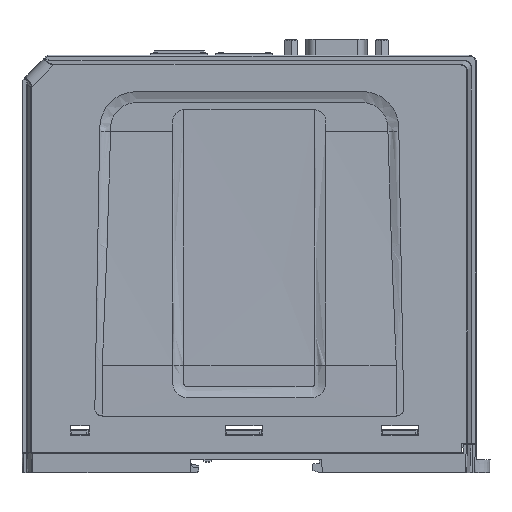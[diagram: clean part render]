
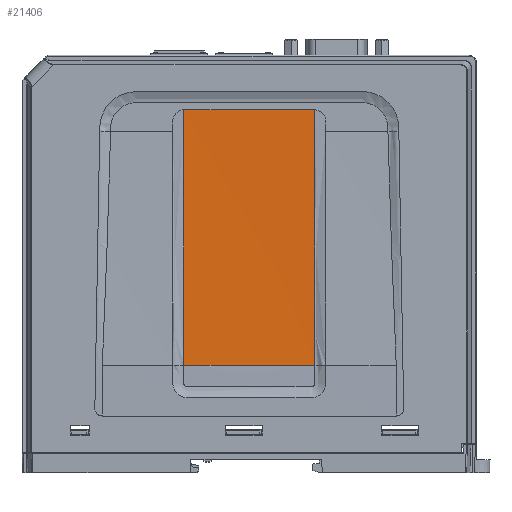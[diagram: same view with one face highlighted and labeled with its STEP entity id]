
A CAD part, top view. The second image highlights one B-rep face of the part: STEP entity #21406.
In plain terms, the highlighted free-form (B-spline) face has degree [3, 3] with [7, 6] control points.
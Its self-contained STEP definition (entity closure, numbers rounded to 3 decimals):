
#474 = B_SPLINE_SURFACE_WITH_KNOTS ( 'NONE', 3, 3, ( 
 ( #60477, #60480, #60481, #60482, #60483, #60484 ),
 ( #60485, #60486, #60487, #60488, #60489, #60490 ),
 ( #60491, #60492, #60493, #60494, #60495, #60496 ),
 ( #60497, #60498, #60499, #60500, #60501, #60502 ),
 ( #60503, #60504, #60505, #60506, #60507, #60508 ),
 ( #60509, #60510, #60511, #60512, #60513, #60514 ),
 ( #60515, #60516, #60517, #60518, #60519, #60520 ) ),
 .UNSPECIFIED., .F., .F., .F.,
 ( 4, 1, 1, 1, 4 ),
 ( 4, 1, 1, 4 ),
 ( 0., 0.25, 0.5, 0.75, 1. ),
 ( 0., 0.333, 0.667, 1. ),
 .UNSPECIFIED. ) ;
#1390 = VECTOR ( 'NONE', #39048, 1000. ) ;
#5894 = CARTESIAN_POINT ( 'NONE',  ( -53.045, 59.439, 12.5 ) ) ;
#6002 = CARTESIAN_POINT ( 'NONE',  ( -89.045, 59.439, 12.5 ) ) ;
#7298 = VERTEX_POINT ( 'NONE', #25072 ) ;
#7329 = VERTEX_POINT ( 'NONE', #25103 ) ;
#19056 = EDGE_CURVE ( 'NONE', #7298, #7329, #34870, .T. ) ;
#19071 = EDGE_CURVE ( 'NONE', #38144, #7329, #34884, .T. ) ;
#19074 = EDGE_CURVE ( 'NONE', #38034, #38144, #39046, .T. ) ;
#19075 = EDGE_CURVE ( 'NONE', #7298, #38034, #34887, .T. ) ;
#21406 = ADVANCED_FACE ( 'NONE', ( #59628 ), #474, .T. ) ;
#25072 = CARTESIAN_POINT ( 'NONE',  ( -53.045, -10.762, 12.474 ) ) ;
#25103 = CARTESIAN_POINT ( 'NONE',  ( -89.045, -10.762, 12.474 ) ) ;
#25656 = ORIENTED_EDGE ( 'NONE', *, *, #19074, .T. ) ;
#25663 = ORIENTED_EDGE ( 'NONE', *, *, #19075, .T. ) ;
#25681 = ORIENTED_EDGE ( 'NONE', *, *, #19071, .T. ) ;
#25683 = ORIENTED_EDGE ( 'NONE', *, *, #19056, .F. ) ;
#29695 = EDGE_LOOP ( 'NONE', ( #25656, #25681, #25683, #25663 ) ) ;
#34870 = B_SPLINE_CURVE_WITH_KNOTS ( 'NONE', 3,
 ( #38735, #38736, #38745, #38746 ),
 .UNSPECIFIED., .F., .F.,
 ( 4, 4 ),
 ( 0., 1. ),
 .UNSPECIFIED. ) ;
#34884 = B_SPLINE_CURVE_WITH_KNOTS ( 'NONE', 3,
 ( #39027, #39008, #39029, #39030, #39031, #39032 ),
 .UNSPECIFIED., .F., .F.,
 ( 4, 1, 1, 4 ),
 ( 0., 0.333, 0.667, 1. ),
 .UNSPECIFIED. ) ;
#34887 = B_SPLINE_CURVE_WITH_KNOTS ( 'NONE', 3,
 ( #39040, #39039, #39052, #39053, #39054, #39055 ),
 .UNSPECIFIED., .F., .F.,
 ( 4, 1, 1, 4 ),
 ( 0., 0.333, 0.667, 1. ),
 .UNSPECIFIED. ) ;
#38034 = VERTEX_POINT ( 'NONE', #5894 ) ;
#38144 = VERTEX_POINT ( 'NONE', #6002 ) ;
#38735 = CARTESIAN_POINT ( 'NONE',  ( -53.045, -10.762, 12.474 ) ) ;
#38736 = CARTESIAN_POINT ( 'NONE',  ( -65.044, -10.762, 12.474 ) ) ;
#38745 = CARTESIAN_POINT ( 'NONE',  ( -77.046, -10.762, 12.474 ) ) ;
#38746 = CARTESIAN_POINT ( 'NONE',  ( -89.045, -10.762, 12.474 ) ) ;
#39008 = CARTESIAN_POINT ( 'NONE',  ( -89.045, 51.639, 12.5 ) ) ;
#39027 = CARTESIAN_POINT ( 'NONE',  ( -89.045, 59.439, 12.5 ) ) ;
#39029 = CARTESIAN_POINT ( 'NONE',  ( -89.045, 36.039, 12.5 ) ) ;
#39030 = CARTESIAN_POINT ( 'NONE',  ( -89.045, 12.637, 12.2 ) ) ;
#39031 = CARTESIAN_POINT ( 'NONE',  ( -89.045, -2.962, 12.431 ) ) ;
#39032 = CARTESIAN_POINT ( 'NONE',  ( -89.045, -10.762, 12.474 ) ) ;
#39039 = CARTESIAN_POINT ( 'NONE',  ( -53.045, -2.962, 12.431 ) ) ;
#39040 = CARTESIAN_POINT ( 'NONE',  ( -53.045, -10.762, 12.474 ) ) ;
#39046 = LINE ( 'NONE', #39047, #1390 ) ;
#39047 = CARTESIAN_POINT ( 'NONE',  ( -8.545, 59.439, 12.5 ) ) ;
#39048 = DIRECTION ( 'NONE',  ( -1., 0., 0. ) ) ;
#39052 = CARTESIAN_POINT ( 'NONE',  ( -53.044, 12.637, 12.2 ) ) ;
#39053 = CARTESIAN_POINT ( 'NONE',  ( -53.045, 36.039, 12.5 ) ) ;
#39054 = CARTESIAN_POINT ( 'NONE',  ( -53.045, 51.639, 12.5 ) ) ;
#39055 = CARTESIAN_POINT ( 'NONE',  ( -53.045, 59.439, 12.5 ) ) ;
#59628 = FACE_OUTER_BOUND ( 'NONE', #29695, .T. ) ;
#60477 = CARTESIAN_POINT ( 'NONE',  ( -53.045, 59.439, 12.5 ) ) ;
#60480 = CARTESIAN_POINT ( 'NONE',  ( -53.045, 51.639, 12.5 ) ) ;
#60481 = CARTESIAN_POINT ( 'NONE',  ( -53.045, 36.039, 12.5 ) ) ;
#60482 = CARTESIAN_POINT ( 'NONE',  ( -53.044, 12.637, 12.2 ) ) ;
#60483 = CARTESIAN_POINT ( 'NONE',  ( -53.045, -2.962, 12.431 ) ) ;
#60484 = CARTESIAN_POINT ( 'NONE',  ( -53.045, -10.762, 12.474 ) ) ;
#60485 = CARTESIAN_POINT ( 'NONE',  ( -56.045, 59.439, 12.5 ) ) ;
#60486 = CARTESIAN_POINT ( 'NONE',  ( -56.045, 51.639, 12.5 ) ) ;
#60487 = CARTESIAN_POINT ( 'NONE',  ( -56.045, 36.039, 12.5 ) ) ;
#60488 = CARTESIAN_POINT ( 'NONE',  ( -56.044, 12.637, 12.2 ) ) ;
#60489 = CARTESIAN_POINT ( 'NONE',  ( -56.045, -2.962, 12.431 ) ) ;
#60490 = CARTESIAN_POINT ( 'NONE',  ( -56.045, -10.762, 12.474 ) ) ;
#60491 = CARTESIAN_POINT ( 'NONE',  ( -62.045, 59.439, 12.5 ) ) ;
#60492 = CARTESIAN_POINT ( 'NONE',  ( -62.045, 51.639, 12.5 ) ) ;
#60493 = CARTESIAN_POINT ( 'NONE',  ( -62.045, 36.039, 12.5 ) ) ;
#60494 = CARTESIAN_POINT ( 'NONE',  ( -62.044, 12.637, 12.2 ) ) ;
#60495 = CARTESIAN_POINT ( 'NONE',  ( -62.045, -2.962, 12.431 ) ) ;
#60496 = CARTESIAN_POINT ( 'NONE',  ( -62.045, -10.762, 12.474 ) ) ;
#60497 = CARTESIAN_POINT ( 'NONE',  ( -71.045, 59.439, 12.5 ) ) ;
#60498 = CARTESIAN_POINT ( 'NONE',  ( -71.045, 51.639, 12.5 ) ) ;
#60499 = CARTESIAN_POINT ( 'NONE',  ( -71.045, 36.039, 12.5 ) ) ;
#60500 = CARTESIAN_POINT ( 'NONE',  ( -71.045, 12.637, 12.2 ) ) ;
#60501 = CARTESIAN_POINT ( 'NONE',  ( -71.045, -2.962, 12.431 ) ) ;
#60502 = CARTESIAN_POINT ( 'NONE',  ( -71.045, -10.762, 12.474 ) ) ;
#60503 = CARTESIAN_POINT ( 'NONE',  ( -80.045, 59.439, 12.5 ) ) ;
#60504 = CARTESIAN_POINT ( 'NONE',  ( -80.045, 51.639, 12.5 ) ) ;
#60505 = CARTESIAN_POINT ( 'NONE',  ( -80.045, 36.039, 12.5 ) ) ;
#60506 = CARTESIAN_POINT ( 'NONE',  ( -80.045, 12.637, 12.2 ) ) ;
#60507 = CARTESIAN_POINT ( 'NONE',  ( -80.045, -2.962, 12.431 ) ) ;
#60508 = CARTESIAN_POINT ( 'NONE',  ( -80.045, -10.762, 12.474 ) ) ;
#60509 = CARTESIAN_POINT ( 'NONE',  ( -86.045, 59.439, 12.5 ) ) ;
#60510 = CARTESIAN_POINT ( 'NONE',  ( -86.045, 51.639, 12.5 ) ) ;
#60511 = CARTESIAN_POINT ( 'NONE',  ( -86.045, 36.039, 12.5 ) ) ;
#60512 = CARTESIAN_POINT ( 'NONE',  ( -86.045, 12.637, 12.2 ) ) ;
#60513 = CARTESIAN_POINT ( 'NONE',  ( -86.045, -2.962, 12.431 ) ) ;
#60514 = CARTESIAN_POINT ( 'NONE',  ( -86.045, -10.762, 12.474 ) ) ;
#60515 = CARTESIAN_POINT ( 'NONE',  ( -89.045, 59.439, 12.5 ) ) ;
#60516 = CARTESIAN_POINT ( 'NONE',  ( -89.045, 51.639, 12.5 ) ) ;
#60517 = CARTESIAN_POINT ( 'NONE',  ( -89.045, 36.039, 12.5 ) ) ;
#60518 = CARTESIAN_POINT ( 'NONE',  ( -89.045, 12.637, 12.2 ) ) ;
#60519 = CARTESIAN_POINT ( 'NONE',  ( -89.045, -2.962, 12.431 ) ) ;
#60520 = CARTESIAN_POINT ( 'NONE',  ( -89.045, -10.762, 12.474 ) ) ;
